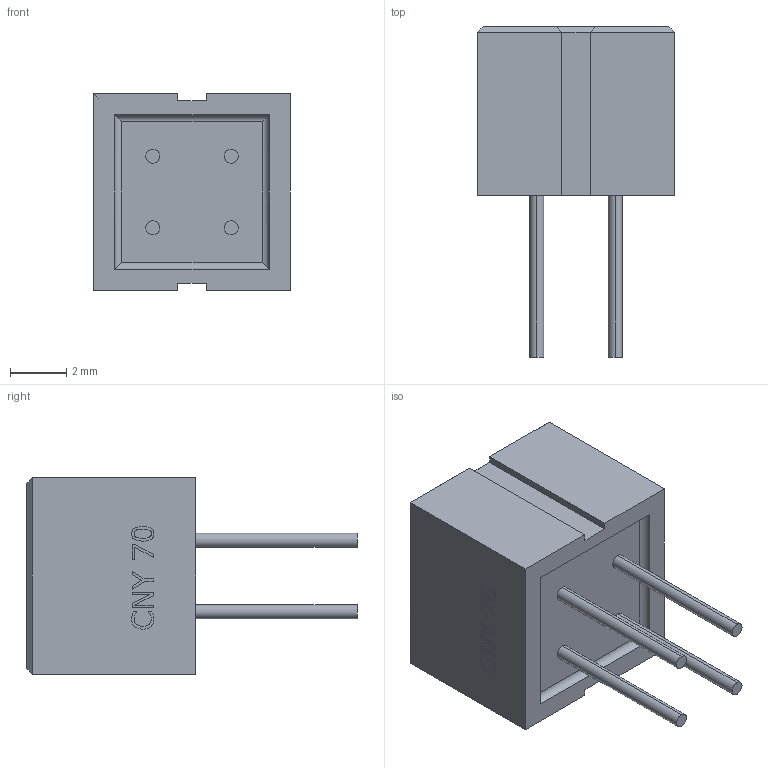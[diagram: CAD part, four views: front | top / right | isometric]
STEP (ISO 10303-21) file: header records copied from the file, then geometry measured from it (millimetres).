
FILE_DESCRIPTION (( 'STEP AP214' ), '1' );
FILE_NAME ('727E63E0-D974-47ED-BBA0-2F1F663E4A08.STEP', '2008-12-30T21:07:43', ( 'Solidworks' ), ( 'Solidworks' ), 'SwSTEP 2.0', 'SolidWorks 2009', '' );
FILE_SCHEMA (( 'AUTOMOTIVE_DESIGN' ));
Length unit declared in the file: millimetre
Products named in the file (1): 727E63E0-D974-47ED-BBA0-2F1F663E4A08
Bounding box: 7 x 11.75 x 7 mm (x, y, z)
Volume: 262.6 mm3; surface area: 326.3 mm2
Topology: 1 solids, 1 shells, 64 faces, 183 edges, 135 vertices
Faces by surface type: plane 48, cylinder 16
Entity records: 2631 total; most frequent: CARTESIAN_POINT 677, ORIENTED_EDGE 366, DIRECTION 308, EDGE_CURVE 183, VERTEX_POINT 135, LINE 130, VECTOR 130, AXIS2_PLACEMENT_3D 89
